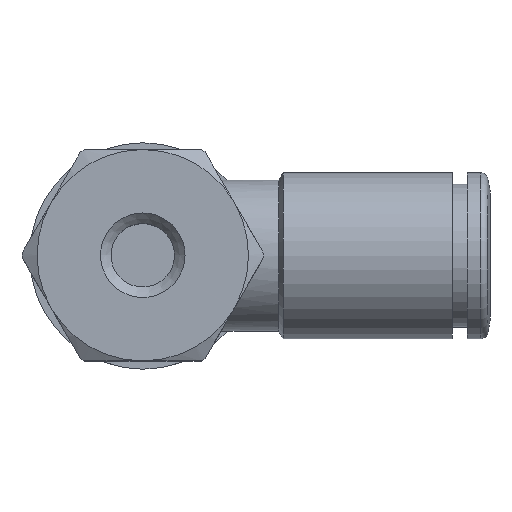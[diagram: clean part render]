
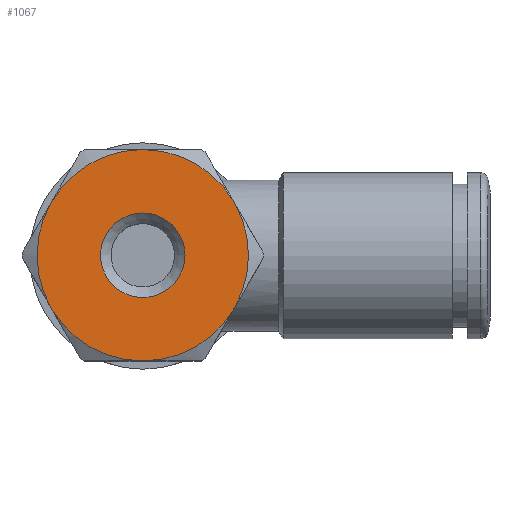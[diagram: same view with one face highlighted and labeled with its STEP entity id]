
A CAD part, top view. The second image highlights one B-rep face of the part: STEP entity #1067.
In plain terms, the highlighted planar face has unit normal (0, 0, 1).
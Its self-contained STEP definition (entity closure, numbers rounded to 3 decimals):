
#15=ELLIPSE('',#1195,7.005,6.996);
#16=ELLIPSE('',#1200,7.005,6.997);
#17=ELLIPSE('',#1205,7.004,6.996);
#18=ELLIPSE('',#1214,7.005,6.997);
#19=ELLIPSE('',#1221,7.004,6.996);
#20=LINE('',#1761,#42);
#23=LINE('',#1785,#45);
#24=LINE('',#1787,#46);
#27=LINE('',#1816,#49);
#28=LINE('',#1817,#50);
#31=LINE('',#1846,#53);
#35=LINE('',#1881,#57);
#36=LINE('',#1883,#58);
#40=LINE('',#1907,#62);
#41=LINE('',#1909,#63);
#42=VECTOR('',#1433,10.);
#45=VECTOR('',#1446,10.);
#46=VECTOR('',#1447,10.);
#49=VECTOR('',#1462,10.);
#50=VECTOR('',#1463,10.);
#53=VECTOR('',#1474,10.);
#57=VECTOR('',#1486,10.);
#58=VECTOR('',#1487,10.);
#62=VECTOR('',#1507,10.);
#63=VECTOR('',#1508,10.);
#180=FACE_BOUND('',#357,.T.);
#250=FACE_OUTER_BOUND('',#356,.T.);
#356=EDGE_LOOP('',(#900,#901,#902,#903,#904,#905,#906,#907,#908,#909,#910,
#911,#912,#913,#914,#915,#916,#917,#918,#919,#920));
#357=EDGE_LOOP('',(#921));
#453=CIRCLE('',#1197,7.);
#455=CIRCLE('',#1202,7.);
#457=CIRCLE('',#1207,7.);
#459=CIRCLE('',#1211,7.);
#464=CIRCLE('',#1225,7.);
#465=CIRCLE('',#1227,7.);
#466=CIRCLE('',#1228,2.8);
#535=VERTEX_POINT('',#1756);
#536=VERTEX_POINT('',#1760);
#537=VERTEX_POINT('',#1762);
#540=VERTEX_POINT('',#1775);
#542=VERTEX_POINT('',#1783);
#543=VERTEX_POINT('',#1784);
#544=VERTEX_POINT('',#1786);
#548=VERTEX_POINT('',#1804);
#550=VERTEX_POINT('',#1812);
#551=VERTEX_POINT('',#1813);
#552=VERTEX_POINT('',#1815);
#556=VERTEX_POINT('',#1833);
#559=VERTEX_POINT('',#1842);
#562=VERTEX_POINT('',#1858);
#567=VERTEX_POINT('',#1876);
#568=VERTEX_POINT('',#1880);
#569=VERTEX_POINT('',#1882);
#573=VERTEX_POINT('',#1900);
#574=VERTEX_POINT('',#1904);
#575=VERTEX_POINT('',#1906);
#576=VERTEX_POINT('',#1908);
#577=VERTEX_POINT('',#1919);
#645=EDGE_CURVE('',#536,#535,#20,.T.);
#646=EDGE_CURVE('',#536,#537,#15,.T.);
#652=EDGE_CURVE('',#535,#540,#453,.T.);
#654=EDGE_CURVE('',#542,#543,#23,.T.);
#655=EDGE_CURVE('',#544,#542,#24,.T.);
#656=EDGE_CURVE('',#544,#540,#16,.T.);
#662=EDGE_CURVE('',#543,#548,#455,.T.);
#665=EDGE_CURVE('',#550,#551,#17,.T.);
#666=EDGE_CURVE('',#552,#550,#27,.T.);
#667=EDGE_CURVE('',#552,#548,#28,.T.);
#673=EDGE_CURVE('',#551,#556,#457,.T.);
#677=EDGE_CURVE('',#556,#559,#31,.T.);
#683=EDGE_CURVE('',#559,#562,#459,.T.);
#689=EDGE_CURVE('',#568,#567,#35,.T.);
#690=EDGE_CURVE('',#569,#568,#36,.T.);
#691=EDGE_CURVE('',#569,#562,#18,.T.);
#699=EDGE_CURVE('',#574,#573,#19,.T.);
#700=EDGE_CURVE('',#575,#574,#40,.T.);
#701=EDGE_CURVE('',#575,#576,#41,.T.);
#704=EDGE_CURVE('',#567,#576,#464,.T.);
#705=EDGE_CURVE('',#573,#537,#465,.T.);
#706=EDGE_CURVE('',#577,#577,#466,.T.);
#900=ORIENTED_EDGE('',*,*,#691,.F.);
#901=ORIENTED_EDGE('',*,*,#690,.T.);
#902=ORIENTED_EDGE('',*,*,#689,.T.);
#903=ORIENTED_EDGE('',*,*,#704,.T.);
#904=ORIENTED_EDGE('',*,*,#701,.F.);
#905=ORIENTED_EDGE('',*,*,#700,.T.);
#906=ORIENTED_EDGE('',*,*,#699,.T.);
#907=ORIENTED_EDGE('',*,*,#705,.T.);
#908=ORIENTED_EDGE('',*,*,#646,.F.);
#909=ORIENTED_EDGE('',*,*,#645,.T.);
#910=ORIENTED_EDGE('',*,*,#652,.T.);
#911=ORIENTED_EDGE('',*,*,#656,.F.);
#912=ORIENTED_EDGE('',*,*,#655,.T.);
#913=ORIENTED_EDGE('',*,*,#654,.T.);
#914=ORIENTED_EDGE('',*,*,#662,.T.);
#915=ORIENTED_EDGE('',*,*,#667,.F.);
#916=ORIENTED_EDGE('',*,*,#666,.T.);
#917=ORIENTED_EDGE('',*,*,#665,.T.);
#918=ORIENTED_EDGE('',*,*,#673,.T.);
#919=ORIENTED_EDGE('',*,*,#677,.T.);
#920=ORIENTED_EDGE('',*,*,#683,.T.);
#921=ORIENTED_EDGE('',*,*,#706,.T.);
#1015=PLANE('',#1226);
#1067=ADVANCED_FACE('',(#250,#180),#1015,.T.);
#1195=AXIS2_PLACEMENT_3D('',#1763,#1434,#1435);
#1197=AXIS2_PLACEMENT_3D('',#1780,#1440,#1441);
#1200=AXIS2_PLACEMENT_3D('',#1788,#1448,#1449);
#1202=AXIS2_PLACEMENT_3D('',#1805,#1454,#1455);
#1205=AXIS2_PLACEMENT_3D('',#1814,#1460,#1461);
#1207=AXIS2_PLACEMENT_3D('',#1834,#1468,#1469);
#1211=AXIS2_PLACEMENT_3D('',#1863,#1479,#1480);
#1214=AXIS2_PLACEMENT_3D('',#1884,#1488,#1489);
#1221=AXIS2_PLACEMENT_3D('',#1905,#1505,#1506);
#1225=AXIS2_PLACEMENT_3D('',#1916,#1515,#1516);
#1226=AXIS2_PLACEMENT_3D('',#1917,#1517,#1518);
#1227=AXIS2_PLACEMENT_3D('',#1918,#1519,#1520);
#1228=AXIS2_PLACEMENT_3D('',#1920,#1521,#1522);
#1433=DIRECTION('',(-1.,0.,0.));
#1434=DIRECTION('center_axis',(-0.002,0.,
-1.));
#1435=DIRECTION('ref_axis',(-0.69,0.723,0.002));
#1440=DIRECTION('center_axis',(0.,0.,
1.));
#1441=DIRECTION('ref_axis',(1.,0.,0.));
#1446=DIRECTION('',(-0.496,-0.868,-0.003));
#1447=DIRECTION('',(-0.5,-0.866,0.));
#1448=DIRECTION('center_axis',(-0.001,-0.002,
-1.));
#1449=DIRECTION('ref_axis',(0.97,0.243,-0.001));
#1454=DIRECTION('center_axis',(0.,0.,
1.));
#1455=DIRECTION('ref_axis',(1.,0.,0.));
#1460=DIRECTION('center_axis',(0.001,-0.002,
1.));
#1461=DIRECTION('ref_axis',(0.964,-0.265,-0.001));
#1462=DIRECTION('',(0.5,-0.866,0.));
#1463=DIRECTION('',(-0.496,0.868,-0.003));
#1468=DIRECTION('center_axis',(0.,0.,
1.));
#1469=DIRECTION('ref_axis',(1.,0.,0.));
#1474=DIRECTION('',(1.,0.,0.));
#1479=DIRECTION('center_axis',(0.,0.,
1.));
#1480=DIRECTION('ref_axis',(1.,0.,0.));
#1486=DIRECTION('',(0.496,0.868,-0.003));
#1487=DIRECTION('',(0.5,0.866,0.));
#1488=DIRECTION('center_axis',(0.001,0.002,
-1.));
#1489=DIRECTION('ref_axis',(0.972,0.236,0.001));
#1505=DIRECTION('center_axis',(-0.001,0.002,
1.));
#1506=DIRECTION('ref_axis',(0.968,-0.252,0.001));
#1507=DIRECTION('',(-0.5,0.866,0.));
#1508=DIRECTION('',(0.496,-0.868,-0.003));
#1515=DIRECTION('center_axis',(0.,0.,
1.));
#1516=DIRECTION('ref_axis',(1.,0.,0.));
#1517=DIRECTION('center_axis',(0.,0.,
1.));
#1518=DIRECTION('ref_axis',(1.,0.,0.));
#1519=DIRECTION('center_axis',(0.,0.,
1.));
#1520=DIRECTION('ref_axis',(1.,0.,0.));
#1521=DIRECTION('center_axis',(0.,0.,
-1.));
#1522=DIRECTION('ref_axis',(-1.,0.,0.));
#1756=CARTESIAN_POINT('',(-0.067,7.,11.986));
#1760=CARTESIAN_POINT('',(0.039,7.,11.986));
#1761=CARTESIAN_POINT('',(-1.903,7.,11.986));
#1762=CARTESIAN_POINT('',(0.067,7.,11.986));
#1763=CARTESIAN_POINT('Origin',(0.035,-0.001,
11.986));
#1775=CARTESIAN_POINT('',(-6.029,3.558,11.986));
#1780=CARTESIAN_POINT('Origin',(0.,0.,
11.986));
#1783=CARTESIAN_POINT('',(-6.092,3.449,11.986));
#1784=CARTESIAN_POINT('',(-6.096,3.442,11.986));
#1785=CARTESIAN_POINT('',(-6.092,3.449,11.986));
#1786=CARTESIAN_POINT('',(-6.047,3.526,11.986));
#1787=CARTESIAN_POINT('',(-8.538,-0.788,11.986));
#1788=CARTESIAN_POINT('Origin',(0.017,0.028,11.986));
#1804=CARTESIAN_POINT('',(-6.096,-3.442,11.986));
#1805=CARTESIAN_POINT('Origin',(0.,0.,
11.986));
#1812=CARTESIAN_POINT('',(-6.047,-3.526,11.986));
#1813=CARTESIAN_POINT('',(-6.029,-3.558,11.986));
#1814=CARTESIAN_POINT('Origin',(0.016,-0.028,11.986));
#1815=CARTESIAN_POINT('',(-6.092,-3.449,11.986));
#1816=CARTESIAN_POINT('',(-3.57,-7.817,11.986));
#1817=CARTESIAN_POINT('',(-6.092,-3.449,11.986));
#1833=CARTESIAN_POINT('',(-0.067,-7.,11.986));
#1834=CARTESIAN_POINT('Origin',(0.,0.,
11.986));
#1842=CARTESIAN_POINT('',(0.067,-7.,11.986));
#1846=CARTESIAN_POINT('',(1.97,-7.,11.986));
#1858=CARTESIAN_POINT('',(6.029,-3.558,11.986));
#1863=CARTESIAN_POINT('Origin',(0.,0.,
11.986));
#1876=CARTESIAN_POINT('',(6.096,-3.442,11.986));
#1880=CARTESIAN_POINT('',(6.092,-3.449,11.986));
#1881=CARTESIAN_POINT('',(6.092,-3.449,11.986));
#1882=CARTESIAN_POINT('',(6.047,-3.526,11.986));
#1883=CARTESIAN_POINT('',(3.587,-7.788,11.986));
#1884=CARTESIAN_POINT('Origin',(-0.017,-0.028,
11.986));
#1900=CARTESIAN_POINT('',(6.029,3.558,11.986));
#1904=CARTESIAN_POINT('',(6.047,3.526,11.986));
#1905=CARTESIAN_POINT('Origin',(-0.016,0.028,
11.986));
#1906=CARTESIAN_POINT('',(6.092,3.449,11.986));
#1907=CARTESIAN_POINT('',(8.554,-0.817,11.986));
#1908=CARTESIAN_POINT('',(6.096,3.442,11.986));
#1909=CARTESIAN_POINT('',(6.092,3.449,11.986));
#1916=CARTESIAN_POINT('Origin',(0.,0.,
11.986));
#1917=CARTESIAN_POINT('Origin',(0.067,-7.,11.986));
#1918=CARTESIAN_POINT('Origin',(0.,0.,
11.986));
#1919=CARTESIAN_POINT('',(-2.8,0.,11.986));
#1920=CARTESIAN_POINT('Origin',(0.,0.,
11.986));
